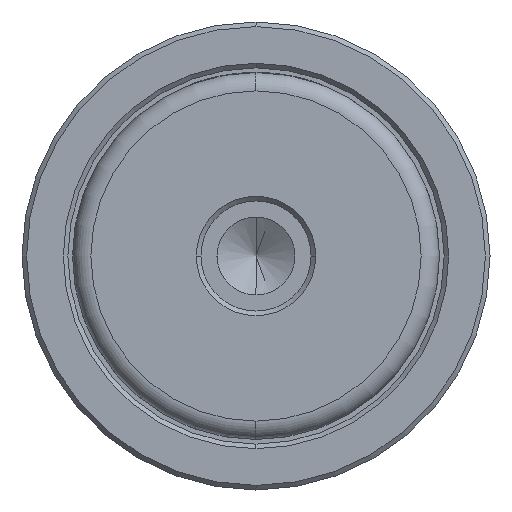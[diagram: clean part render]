
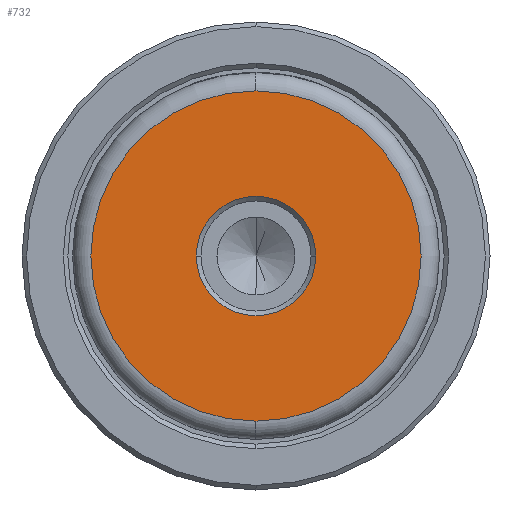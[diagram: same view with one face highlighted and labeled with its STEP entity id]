
A CAD part, left-side view. The second image highlights one B-rep face of the part: STEP entity #732.
In plain terms, the highlighted planar face has unit normal (-1, 0, 0).
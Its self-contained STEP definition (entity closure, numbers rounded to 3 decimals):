
#93 = CARTESIAN_POINT ( 'NONE',  ( 0., 0., 0. ) ) ;
#261 = DIRECTION ( 'NONE',  ( 0., 0., 1. ) ) ;
#288 = CARTESIAN_POINT ( 'NONE',  ( 0., 0., 0. ) ) ;
#299 = DIRECTION ( 'NONE',  ( 0., 0., 1. ) ) ;
#484 = DIRECTION ( 'NONE',  ( 1., 0., 0. ) ) ;
#487 = DIRECTION ( 'NONE',  ( 0., 0., 1. ) ) ;
#569 = VERTEX_POINT ( 'NONE', #2337 ) ;
#664 = CARTESIAN_POINT ( 'NONE',  ( 0., 0., 17.997 ) ) ;
#732 = ADVANCED_FACE ( 'NONE', ( #2024, #1440 ), #1431, .T. ) ;
#745 = AXIS2_PLACEMENT_3D ( 'NONE', #93, #1472, #299 ) ;
#751 = EDGE_CURVE ( 'NONE', #1640, #2516, #1908, .T. ) ;
#860 = EDGE_CURVE ( 'NONE', #2516, #1640, #942, .T. ) ;
#903 = DIRECTION ( 'NONE',  ( -1., 0., 0. ) ) ;
#942 = CIRCLE ( 'NONE', #2326, 17.997 ) ;
#1282 = VERTEX_POINT ( 'NONE', #1906 ) ;
#1359 = AXIS2_PLACEMENT_3D ( 'NONE', #1641, #484, #1842 ) ;
#1374 = CARTESIAN_POINT ( 'NONE',  ( 0., 0., -17.997 ) ) ;
#1389 = AXIS2_PLACEMENT_3D ( 'NONE', #288, #1650, #487 ) ;
#1431 = PLANE ( 'NONE',  #1532 ) ;
#1440 = FACE_OUTER_BOUND ( 'NONE', #2179, .T. ) ;
#1444 = DIRECTION ( 'NONE',  ( -1., 0., 0. ) ) ;
#1472 = DIRECTION ( 'NONE',  ( 1., 0., 0. ) ) ;
#1493 = CIRCLE ( 'NONE', #745, 6.5 ) ;
#1532 = AXIS2_PLACEMENT_3D ( 'NONE', #2419, #1444, #261 ) ;
#1640 = VERTEX_POINT ( 'NONE', #1374 ) ;
#1641 = CARTESIAN_POINT ( 'NONE',  ( 0., 0., 0. ) ) ;
#1650 = DIRECTION ( 'NONE',  ( -1., 0., 0. ) ) ;
#1692 = ORIENTED_EDGE ( 'NONE', *, *, #2206, .T. ) ;
#1729 = EDGE_LOOP ( 'NONE', ( #1692, #2153 ) ) ;
#1773 = CIRCLE ( 'NONE', #1359, 6.5 ) ;
#1826 = EDGE_CURVE ( 'NONE', #1282, #569, #1773, .T. ) ;
#1842 = DIRECTION ( 'NONE',  ( 0., 0., 1. ) ) ;
#1906 = CARTESIAN_POINT ( 'NONE',  ( 0., 6.5, 0. ) ) ;
#1908 = CIRCLE ( 'NONE', #1389, 17.997 ) ;
#2024 = FACE_BOUND ( 'NONE', #1729, .T. ) ;
#2070 = CARTESIAN_POINT ( 'NONE',  ( 0., 0., 0. ) ) ;
#2153 = ORIENTED_EDGE ( 'NONE', *, *, #1826, .T. ) ;
#2170 = ORIENTED_EDGE ( 'NONE', *, *, #751, .T. ) ;
#2179 = EDGE_LOOP ( 'NONE', ( #2336, #2170 ) ) ;
#2206 = EDGE_CURVE ( 'NONE', #569, #1282, #1493, .T. ) ;
#2269 = DIRECTION ( 'NONE',  ( 0., 0., 1. ) ) ;
#2326 = AXIS2_PLACEMENT_3D ( 'NONE', #2070, #903, #2269 ) ;
#2336 = ORIENTED_EDGE ( 'NONE', *, *, #860, .T. ) ;
#2337 = CARTESIAN_POINT ( 'NONE',  ( 0., -6.5, 0. ) ) ;
#2419 = CARTESIAN_POINT ( 'NONE',  ( 0., 0., 0. ) ) ;
#2516 = VERTEX_POINT ( 'NONE', #664 ) ;
